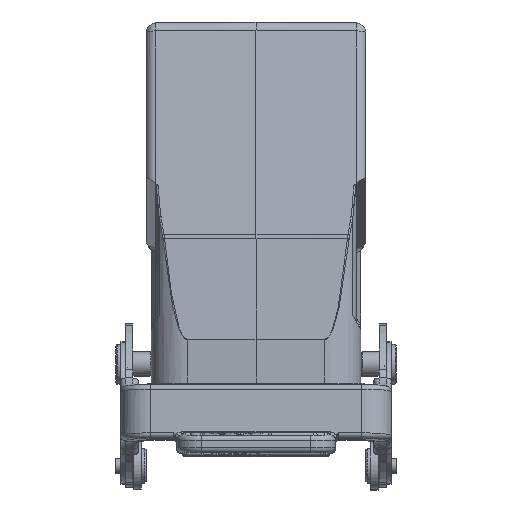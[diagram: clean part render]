
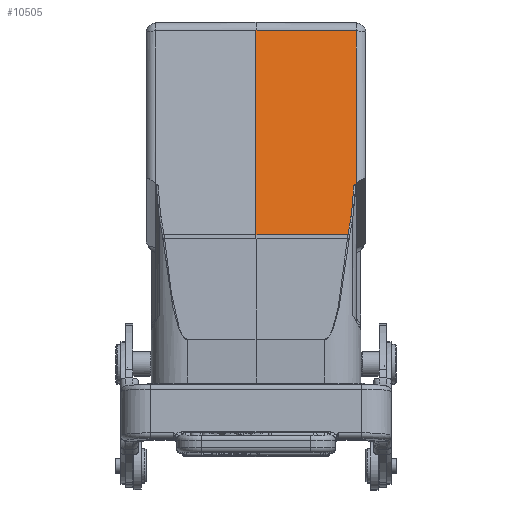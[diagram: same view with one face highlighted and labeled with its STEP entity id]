
A CAD part, top view. The second image highlights one B-rep face of the part: STEP entity #10505.
In plain terms, the highlighted planar face has unit normal (0.009, 0.174, 0.985).
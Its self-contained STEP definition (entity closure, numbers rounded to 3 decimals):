
#8868=CIRCLE('',#36827,62.334);
#9451=ELLIPSE('',#36829,40.313,7.);
#10505=ADVANCED_FACE('',(#12885),#11670,.T.);
#11670=PLANE('',#36830);
#12885=FACE_OUTER_BOUND('',#14594,.T.);
#14594=EDGE_LOOP('',(#24383,#24384,#24385,#24386,#24387,#24388,#24389));
#16609=LINE('',#54218,#18986);
#16790=LINE('',#54705,#19167);
#16830=LINE('',#54977,#19207);
#16831=LINE('',#55016,#19208);
#16832=LINE('',#55018,#19209);
#18986=VECTOR('',#41943,1.);
#19167=VECTOR('',#42348,1.);
#19207=VECTOR('',#42498,1.);
#19208=VECTOR('',#42507,1.);
#19209=VECTOR('',#42508,1.);
#24383=ORIENTED_EDGE('',*,*,#33128,.F.);
#24384=ORIENTED_EDGE('',*,*,#33125,.F.);
#24385=ORIENTED_EDGE('',*,*,#33046,.T.);
#24386=ORIENTED_EDGE('',*,*,#33130,.F.);
#24387=ORIENTED_EDGE('',*,*,#33131,.F.);
#24388=ORIENTED_EDGE('',*,*,#32826,.T.);
#24389=ORIENTED_EDGE('',*,*,#33129,.F.);
#29558=VERTEX_POINT('',#54198);
#29559=VERTEX_POINT('',#54219);
#29708=VERTEX_POINT('',#54704);
#29709=VERTEX_POINT('',#54706);
#29758=VERTEX_POINT('',#54978);
#29759=VERTEX_POINT('',#55000);
#29760=VERTEX_POINT('',#55017);
#32826=EDGE_CURVE('',#29559,#29558,#16609,.T.);
#33046=EDGE_CURVE('',#29709,#29708,#16790,.T.);
#33125=EDGE_CURVE('',#29709,#29758,#16830,.T.);
#33128=EDGE_CURVE('',#29758,#29759,#8868,.T.);
#33129=EDGE_CURVE('',#29759,#29558,#9451,.T.);
#33130=EDGE_CURVE('',#29760,#29708,#16831,.T.);
#33131=EDGE_CURVE('',#29559,#29760,#16832,.T.);
#36827=AXIS2_PLACEMENT_3D('',#55001,#42501,#42502);
#36829=AXIS2_PLACEMENT_3D('',#55003,#42505,#42506);
#36830=AXIS2_PLACEMENT_3D('',#55019,#42509,#42510);
#41943=DIRECTION('',(1.,-0.001,-0.009));
#42348=DIRECTION('',(0.,0.985,-0.174));
#42498=DIRECTION('',(-0.762,-0.637,0.119));
#42501=DIRECTION('',(-0.009,-0.174,-0.985));
#42502=DIRECTION('',(0.,-0.985,0.174));
#42505=DIRECTION('',(-0.009,-0.174,-0.985));
#42506=DIRECTION('',(0.002,-0.985,0.174));
#42507=DIRECTION('',(1.,-0.009,-0.007));
#42508=DIRECTION('',(0.,0.985,-0.174));
#42509=DIRECTION('',(0.009,0.174,0.985));
#42510=DIRECTION('',(0.,-0.985,0.174));
#54198=CARTESIAN_POINT('',(18.848,-22.176,57.924));
#54218=CARTESIAN_POINT('',(0.017,-22.155,58.087));
#54219=CARTESIAN_POINT('',(0.,-22.155,58.087));
#54704=CARTESIAN_POINT('',(20.517,19.584,50.546));
#54705=CARTESIAN_POINT('',(20.517,-11.704,56.062));
#54706=CARTESIAN_POINT('',(20.517,-11.704,56.062));
#54977=CARTESIAN_POINT('',(20.517,-11.704,56.062));
#54978=CARTESIAN_POINT('',(19.963,-12.168,56.149));
#55000=CARTESIAN_POINT('',(19.449,-18.497,57.27));
#55001=CARTESIAN_POINT('',(-42.346,-10.389,56.388));
#55003=CARTESIAN_POINT('',(14.004,6.729,52.87));
#55016=CARTESIAN_POINT('',(-0.012,19.763,50.696));
#55017=CARTESIAN_POINT('',(0.,19.763,50.696));
#55018=CARTESIAN_POINT('',(0.,-22.153,58.087));
#55019=CARTESIAN_POINT('',(0.,21.415,50.404));
